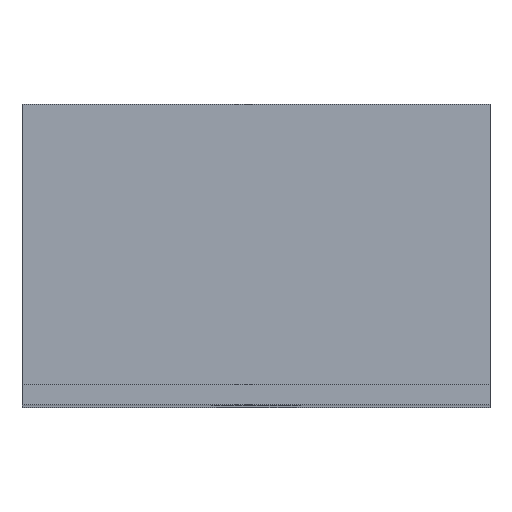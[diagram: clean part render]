
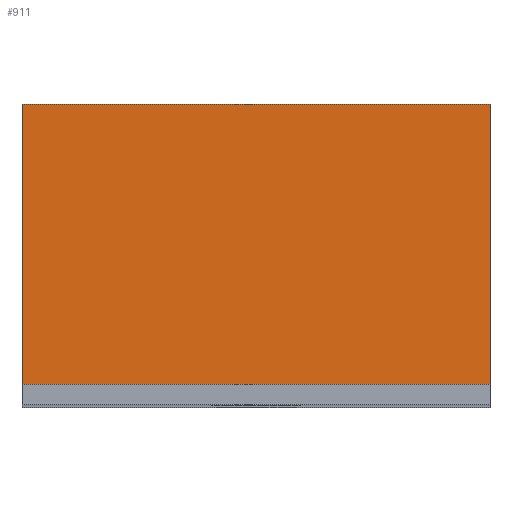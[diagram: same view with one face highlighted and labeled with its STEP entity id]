
A CAD part, top view. The second image highlights one B-rep face of the part: STEP entity #911.
In plain terms, the highlighted planar face has unit normal (0, 0, 1).
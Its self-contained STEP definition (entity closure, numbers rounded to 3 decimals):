
#32 = PLANE ( 'NONE',  #743 ) ;
#34 = DIRECTION ( 'NONE',  ( 0., -1., 0. ) ) ;
#48 = CARTESIAN_POINT ( 'NONE',  ( 45., 2., 37.5 ) ) ;
#56 = LINE ( 'NONE', #48, #691 ) ;
#94 = VERTEX_POINT ( 'NONE', #227 ) ;
#133 = DIRECTION ( 'NONE',  ( -1., 0., 0. ) ) ;
#139 = EDGE_CURVE ( 'NONE', #94, #482, #991, .T. ) ;
#187 = LINE ( 'NONE', #785, #1006 ) ;
#214 = DIRECTION ( 'NONE',  ( 0., 0., -1. ) ) ;
#227 = CARTESIAN_POINT ( 'NONE',  ( 0., 29., 37.5 ) ) ;
#241 = DIRECTION ( 'NONE',  ( 0., -1., 0. ) ) ;
#283 = CARTESIAN_POINT ( 'NONE',  ( 0., 2., 37.5 ) ) ;
#345 = CARTESIAN_POINT ( 'NONE',  ( 0., 0., 37.5 ) ) ;
#346 = VECTOR ( 'NONE', #34, 1000. ) ;
#369 = FACE_OUTER_BOUND ( 'NONE', #971, .T. ) ;
#457 = VERTEX_POINT ( 'NONE', #512 ) ;
#482 = VERTEX_POINT ( 'NONE', #283 ) ;
#512 = CARTESIAN_POINT ( 'NONE',  ( 45., 2., 37.5 ) ) ;
#519 = LINE ( 'NONE', #641, #936 ) ;
#550 = CARTESIAN_POINT ( 'NONE',  ( 45., 29., 37.5 ) ) ;
#572 = ORIENTED_EDGE ( 'NONE', *, *, #626, .F. ) ;
#626 = EDGE_CURVE ( 'NONE', #457, #482, #56, .T. ) ;
#641 = CARTESIAN_POINT ( 'NONE',  ( 45., 0., 37.5 ) ) ;
#691 = VECTOR ( 'NONE', #133, 1000. ) ;
#705 = CARTESIAN_POINT ( 'NONE',  ( 45., 0., 37.5 ) ) ;
#726 = ORIENTED_EDGE ( 'NONE', *, *, #1041, .F. ) ;
#729 = ORIENTED_EDGE ( 'NONE', *, *, #940, .F. ) ;
#743 = AXIS2_PLACEMENT_3D ( 'NONE', #705, #214, #782 ) ;
#782 = DIRECTION ( 'NONE',  ( -1., 0., 0. ) ) ;
#785 = CARTESIAN_POINT ( 'NONE',  ( 0., 29., 37.5 ) ) ;
#911 = ADVANCED_FACE ( 'NONE', ( #369 ), #32, .F. ) ;
#936 = VECTOR ( 'NONE', #241, 1000. ) ;
#940 = EDGE_CURVE ( 'NONE', #94, #1025, #187, .T. ) ;
#946 = ORIENTED_EDGE ( 'NONE', *, *, #139, .T. ) ;
#952 = DIRECTION ( 'NONE',  ( 1., 0., 0. ) ) ;
#971 = EDGE_LOOP ( 'NONE', ( #726, #729, #946, #572 ) ) ;
#991 = LINE ( 'NONE', #345, #346 ) ;
#1006 = VECTOR ( 'NONE', #952, 1000. ) ;
#1025 = VERTEX_POINT ( 'NONE', #550 ) ;
#1041 = EDGE_CURVE ( 'NONE', #1025, #457, #519, .T. ) ;
